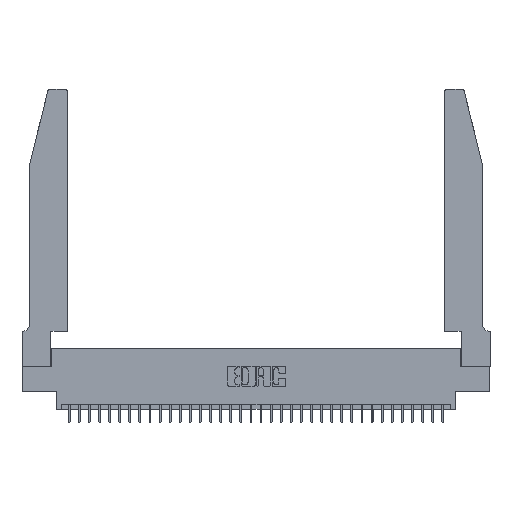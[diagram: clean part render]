
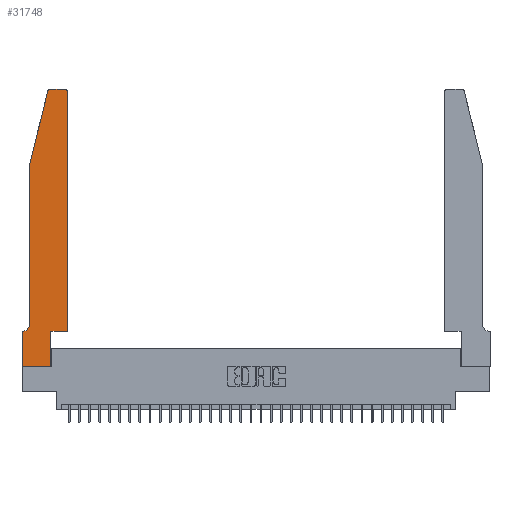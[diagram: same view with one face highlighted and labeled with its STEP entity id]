
A CAD part, top view. The second image highlights one B-rep face of the part: STEP entity #31748.
In plain terms, the highlighted planar face has unit normal (0, 0, 1).
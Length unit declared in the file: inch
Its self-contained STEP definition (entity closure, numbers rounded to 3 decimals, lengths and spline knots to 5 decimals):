
#13 = VERTEX_POINT ( 'NONE', #18411 ) ;
#572 = VECTOR ( 'NONE', #19742, 39.37008 ) ;
#676 = AXIS2_PLACEMENT_3D ( 'NONE', #3159, #9086, #25561 ) ;
#714 = VECTOR ( 'NONE', #18075, 39.37008 ) ;
#972 = ORIENTED_EDGE ( 'NONE', *, *, #1308, .T. ) ;
#1048 = LINE ( 'NONE', #14295, #10688 ) ;
#1308 = EDGE_CURVE ( 'NONE', #5153, #22660, #14422, .T. ) ;
#2461 = DIRECTION ( 'NONE',  ( 1., 0., 0. ) ) ;
#2531 = CARTESIAN_POINT ( 'NONE',  ( 0.0755, 0.35, 0.37 ) ) ;
#2539 = DIRECTION ( 'NONE',  ( 0., 0., 1. ) ) ;
#2773 = LINE ( 'NONE', #21965, #714 ) ;
#2833 = CARTESIAN_POINT ( 'NONE',  ( 0.284, 2.75, 0.37 ) ) ;
#2883 = CARTESIAN_POINT ( 'NONE',  ( 0., 0.35, 0.37 ) ) ;
#3159 = CARTESIAN_POINT ( 'NONE',  ( 0.0055, 0.42, 0.37 ) ) ;
#3187 = DIRECTION ( 'NONE',  ( 1., 0., 0. ) ) ;
#3834 = EDGE_CURVE ( 'NONE', #13988, #28134, #32941, .T. ) ;
#4976 = LINE ( 'NONE', #12521, #9724 ) ;
#5153 = VERTEX_POINT ( 'NONE', #33654 ) ;
#6747 = EDGE_CURVE ( 'NONE', #20659, #11754, #4976, .T. ) ;
#7515 = DIRECTION ( 'NONE',  ( -1., 0., 0. ) ) ;
#7781 = EDGE_CURVE ( 'NONE', #22660, #20659, #7960, .T. ) ;
#7960 = CIRCLE ( 'NONE', #13655, 0.03 ) ;
#8102 = DIRECTION ( 'NONE',  ( -1., 0., 0. ) ) ;
#8125 = VECTOR ( 'NONE', #2461, 39.37008 ) ;
#8838 = CARTESIAN_POINT ( 'NONE',  ( 0.0755, 2., 0.37 ) ) ;
#9086 = DIRECTION ( 'NONE',  ( 0., 0., -1. ) ) ;
#9104 = CARTESIAN_POINT ( 'NONE',  ( 0.2865, 0., 0.37 ) ) ;
#9127 = EDGE_LOOP ( 'NONE', ( #32051, #13262, #26717, #34366, #12447, #24872, #24777, #25946, #25608, #34735, #972, #26418 ) ) ;
#9724 = VECTOR ( 'NONE', #7515, 39.37008 ) ;
#10688 = VECTOR ( 'NONE', #27563, 39.37008 ) ;
#10887 = CARTESIAN_POINT ( 'NONE',  ( 0.4505, 0.35, 0.37 ) ) ;
#11556 = VERTEX_POINT ( 'NONE', #20783 ) ;
#11754 = VERTEX_POINT ( 'NONE', #2833 ) ;
#12148 = CARTESIAN_POINT ( 'NONE',  ( 0.0755, 2., 0.37 ) ) ;
#12162 = CARTESIAN_POINT ( 'NONE',  ( 0.4205, 2.72, 0.37 ) ) ;
#12447 = ORIENTED_EDGE ( 'NONE', *, *, #19239, .T. ) ;
#12453 = CARTESIAN_POINT ( 'NONE',  ( 0., 0.35, 0.37 ) ) ;
#12463 = EDGE_CURVE ( 'NONE', #28134, #13, #28543, .T. ) ;
#12521 = CARTESIAN_POINT ( 'NONE',  ( 0.2605, 2.75, 0.37 ) ) ;
#13087 = CIRCLE ( 'NONE', #33085, 0.03 ) ;
#13262 = ORIENTED_EDGE ( 'NONE', *, *, #17556, .T. ) ;
#13415 = CARTESIAN_POINT ( 'NONE',  ( 0., 0., 0.37 ) ) ;
#13577 = EDGE_CURVE ( 'NONE', #11556, #32879, #24936, .T. ) ;
#13655 = AXIS2_PLACEMENT_3D ( 'NONE', #12162, #25623, #23120 ) ;
#13988 = VERTEX_POINT ( 'NONE', #13415 ) ;
#14295 = CARTESIAN_POINT ( 'NONE',  ( 0., 0., 0.37 ) ) ;
#14422 = LINE ( 'NONE', #17131, #30549 ) ;
#14602 = DIRECTION ( 'NONE',  ( 0., 1., 0. ) ) ;
#15728 = CARTESIAN_POINT ( 'NONE',  ( 0.4205, 2.75, 0.37 ) ) ;
#16074 = LINE ( 'NONE', #10887, #8125 ) ;
#16102 = CIRCLE ( 'NONE', #676, 0.07 ) ;
#16480 = CARTESIAN_POINT ( 'NONE',  ( 0., 0., 0.37 ) ) ;
#16854 = VERTEX_POINT ( 'NONE', #12148 ) ;
#17008 = DIRECTION ( 'NONE',  ( 1., 0., 0. ) ) ;
#17131 = CARTESIAN_POINT ( 'NONE',  ( 0.4505, 0.35, 0.37 ) ) ;
#17556 = EDGE_CURVE ( 'NONE', #11754, #27960, #13087, .T. ) ;
#18075 = DIRECTION ( 'NONE',  ( 0., -1., 0. ) ) ;
#18411 = CARTESIAN_POINT ( 'NONE',  ( 0.2865, 0.35, 0.37 ) ) ;
#18837 = DIRECTION ( 'NONE',  ( 1., 0., 0. ) ) ;
#19083 = EDGE_CURVE ( 'NONE', #13, #5153, #16074, .T. ) ;
#19239 = EDGE_CURVE ( 'NONE', #21044, #11556, #16102, .T. ) ;
#19742 = DIRECTION ( 'NONE',  ( -0.239, -0.971, 0. ) ) ;
#20506 = AXIS2_PLACEMENT_3D ( 'NONE', #2883, #2539, #18837 ) ;
#20624 = EDGE_CURVE ( 'NONE', #16854, #21044, #2773, .T. ) ;
#20659 = VERTEX_POINT ( 'NONE', #15728 ) ;
#20783 = CARTESIAN_POINT ( 'NONE',  ( 0.0055, 0.35, 0.37 ) ) ;
#21044 = VERTEX_POINT ( 'NONE', #30318 ) ;
#21965 = CARTESIAN_POINT ( 'NONE',  ( 0.0755, 2., 0.37 ) ) ;
#22444 = LINE ( 'NONE', #8838, #572 ) ;
#22660 = VERTEX_POINT ( 'NONE', #27573 ) ;
#23120 = DIRECTION ( 'NONE',  ( 1., 0., 0. ) ) ;
#24777 = ORIENTED_EDGE ( 'NONE', *, *, #28062, .T. ) ;
#24872 = ORIENTED_EDGE ( 'NONE', *, *, #13577, .T. ) ;
#24936 = LINE ( 'NONE', #2531, #26116 ) ;
#25561 = DIRECTION ( 'NONE',  ( -1., 0., 0. ) ) ;
#25595 = DIRECTION ( 'NONE',  ( 0., 0., 1. ) ) ;
#25608 = ORIENTED_EDGE ( 'NONE', *, *, #12463, .T. ) ;
#25623 = DIRECTION ( 'NONE',  ( 0., 0., 1. ) ) ;
#25946 = ORIENTED_EDGE ( 'NONE', *, *, #3834, .T. ) ;
#26116 = VECTOR ( 'NONE', #8102, 39.37008 ) ;
#26418 = ORIENTED_EDGE ( 'NONE', *, *, #7781, .T. ) ;
#26717 = ORIENTED_EDGE ( 'NONE', *, *, #33345, .T. ) ;
#27273 = PLANE ( 'NONE',  #20506 ) ;
#27391 = CARTESIAN_POINT ( 'NONE',  ( 0.25487, 2.72718, 0.37 ) ) ;
#27563 = DIRECTION ( 'NONE',  ( 0., -1., 0. ) ) ;
#27573 = CARTESIAN_POINT ( 'NONE',  ( 0.4505, 2.72, 0.37 ) ) ;
#27960 = VERTEX_POINT ( 'NONE', #27391 ) ;
#28062 = EDGE_CURVE ( 'NONE', #32879, #13988, #1048, .T. ) ;
#28104 = CARTESIAN_POINT ( 'NONE',  ( 0.284, 2.72, 0.37 ) ) ;
#28134 = VERTEX_POINT ( 'NONE', #9104 ) ;
#28251 = VECTOR ( 'NONE', #17008, 39.37008 ) ;
#28543 = LINE ( 'NONE', #28903, #32896 ) ;
#28903 = CARTESIAN_POINT ( 'NONE',  ( 0.2865, 0.35, 0.37 ) ) ;
#30318 = CARTESIAN_POINT ( 'NONE',  ( 0.0755, 0.42, 0.37 ) ) ;
#30549 = VECTOR ( 'NONE', #14602, 39.37008 ) ;
#31038 = DIRECTION ( 'NONE',  ( 0., 1., 0. ) ) ;
#31748 = ADVANCED_FACE ( 'NONE', ( #32625 ), #27273, .T. ) ;
#32051 = ORIENTED_EDGE ( 'NONE', *, *, #6747, .T. ) ;
#32625 = FACE_OUTER_BOUND ( 'NONE', #9127, .T. ) ;
#32879 = VERTEX_POINT ( 'NONE', #12453 ) ;
#32896 = VECTOR ( 'NONE', #31038, 39.37008 ) ;
#32941 = LINE ( 'NONE', #16480, #28251 ) ;
#33085 = AXIS2_PLACEMENT_3D ( 'NONE', #28104, #25595, #3187 ) ;
#33345 = EDGE_CURVE ( 'NONE', #27960, #16854, #22444, .T. ) ;
#33654 = CARTESIAN_POINT ( 'NONE',  ( 0.4505, 0.35, 0.37 ) ) ;
#34366 = ORIENTED_EDGE ( 'NONE', *, *, #20624, .T. ) ;
#34735 = ORIENTED_EDGE ( 'NONE', *, *, #19083, .T. ) ;
